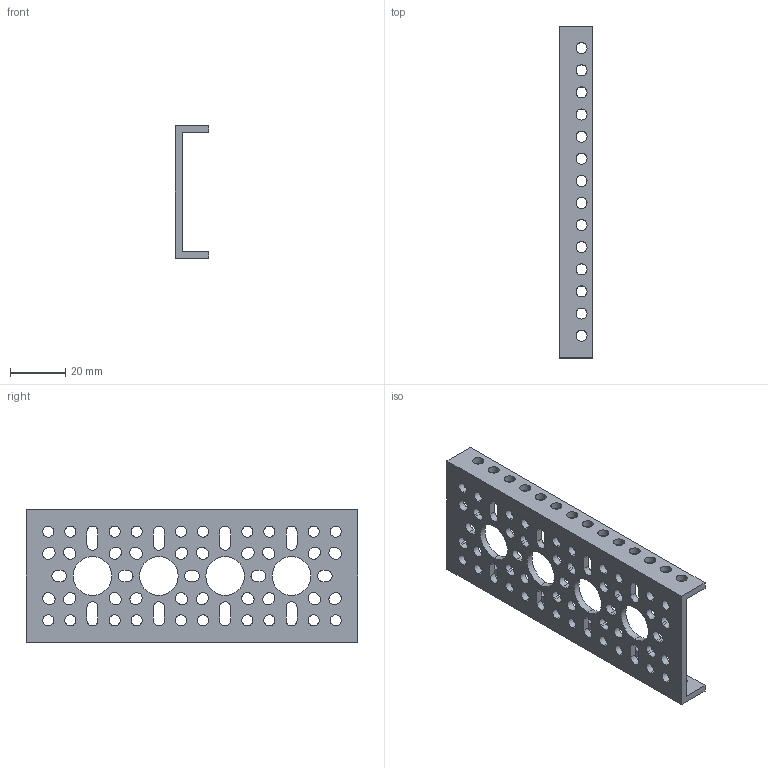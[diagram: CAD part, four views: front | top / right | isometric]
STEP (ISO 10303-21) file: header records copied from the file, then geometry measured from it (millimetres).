
FILE_DESCRIPTION (( 'STEP AP203' ), '1' );
FILE_NAME ('1107-0004-0120 rev1.STEP', '2017-05-12T19:21:50', ( '' ), ( '' ), 'SwSTEP 2.0', 'SolidWorks 2016', '' );
FILE_SCHEMA (( 'CONFIG_CONTROL_DESIGN' ));
Length unit declared in the file: millimetre
Products named in the file (1): 1107-0004-0120 rev1
Bounding box: 12 x 120 x 48 mm (x, y, z)
Volume: 15435.1 mm3; surface area: 16558 mm2
Topology: 1 solids, 1 shells, 270 faces, 804 edges, 536 vertices
Faces by surface type: cylinder 194, plane 76
Entity records: 9673 total; most frequent: DIRECTION 1734, CARTESIAN_POINT 1611, ORIENTED_EDGE 1608, EDGE_CURVE 804, AXIS2_PLACEMENT_3D 659, VERTEX_POINT 536, EDGE_LOOP 440, LINE 416
